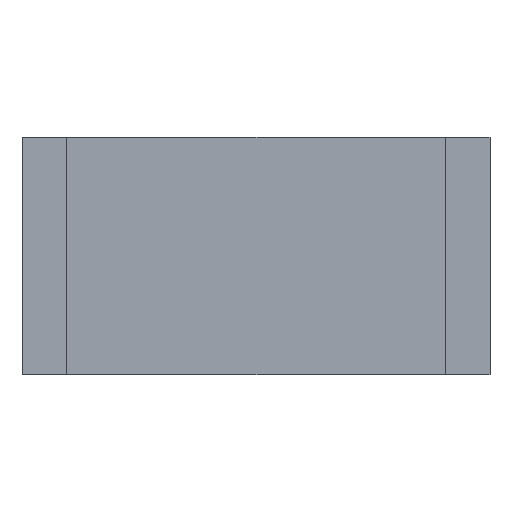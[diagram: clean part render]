
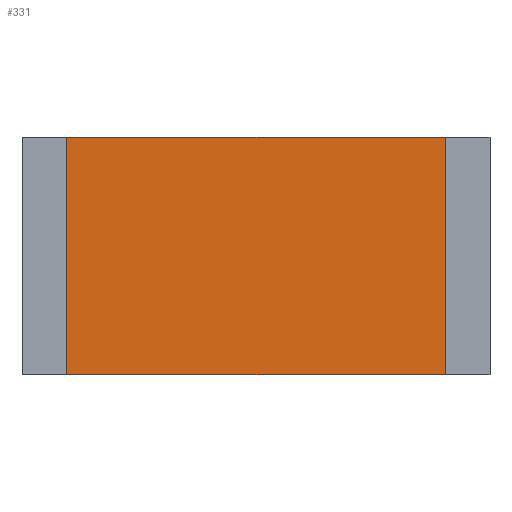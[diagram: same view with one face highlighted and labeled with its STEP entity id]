
A CAD part, top view. The second image highlights one B-rep face of the part: STEP entity #331.
In plain terms, the highlighted planar face has unit normal (0, 0, 1).
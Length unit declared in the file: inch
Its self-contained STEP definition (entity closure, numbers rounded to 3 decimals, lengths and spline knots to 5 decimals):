
#3 = CARTESIAN_POINT ( 'NONE',  ( 0.10039, -0.06299, 0.02165 ) ) ;
#31 = CARTESIAN_POINT ( 'NONE',  ( -0.12402, -0.06299, 0.02165 ) ) ;
#32 = LINE ( 'NONE', #428, #255 ) ;
#39 = CARTESIAN_POINT ( 'NONE',  ( -0.10039, 0.06299, 0.02165 ) ) ;
#59 = VERTEX_POINT ( 'NONE', #3 ) ;
#84 = ORIENTED_EDGE ( 'NONE', *, *, #348, .T. ) ;
#98 = VERTEX_POINT ( 'NONE', #39 ) ;
#144 = VECTOR ( 'NONE', #396, 39.37008 ) ;
#147 = EDGE_LOOP ( 'NONE', ( #355, #497, #84, #150 ) ) ;
#150 = ORIENTED_EDGE ( 'NONE', *, *, #307, .F. ) ;
#161 = LINE ( 'NONE', #350, #144 ) ;
#162 = VECTOR ( 'NONE', #278, 39.37008 ) ;
#184 = VERTEX_POINT ( 'NONE', #524 ) ;
#215 = EDGE_CURVE ( 'NONE', #184, #98, #522, .T. ) ;
#239 = LINE ( 'NONE', #290, #162 ) ;
#240 = AXIS2_PLACEMENT_3D ( 'NONE', #31, #407, #403 ) ;
#248 = FACE_OUTER_BOUND ( 'NONE', #147, .T. ) ;
#255 = VECTOR ( 'NONE', #418, 39.37008 ) ;
#269 = CARTESIAN_POINT ( 'NONE',  ( -0.10039, -0.06299, 0.02165 ) ) ;
#278 = DIRECTION ( 'NONE',  ( 0., -1., 0. ) ) ;
#290 = CARTESIAN_POINT ( 'NONE',  ( -0.10039, -0.06299, 0.02165 ) ) ;
#303 = VECTOR ( 'NONE', #423, 39.37008 ) ;
#307 = EDGE_CURVE ( 'NONE', #184, #59, #32, .T. ) ;
#331 = ADVANCED_FACE ( 'NONE', ( #248 ), #412, .T. ) ;
#348 = EDGE_CURVE ( 'NONE', #516, #59, #161, .T. ) ;
#350 = CARTESIAN_POINT ( 'NONE',  ( -0.12402, -0.06299, 0.02165 ) ) ;
#355 = ORIENTED_EDGE ( 'NONE', *, *, #215, .T. ) ;
#396 = DIRECTION ( 'NONE',  ( 1., 0., 0. ) ) ;
#403 = DIRECTION ( 'NONE',  ( 1., 0., 0. ) ) ;
#407 = DIRECTION ( 'NONE',  ( 0., 0., 1. ) ) ;
#412 = PLANE ( 'NONE',  #240 ) ;
#418 = DIRECTION ( 'NONE',  ( 0., -1., 0. ) ) ;
#419 = CARTESIAN_POINT ( 'NONE',  ( 0.12402, 0.06299, 0.02165 ) ) ;
#423 = DIRECTION ( 'NONE',  ( -1., 0., 0. ) ) ;
#428 = CARTESIAN_POINT ( 'NONE',  ( 0.10039, -0.06299, 0.02165 ) ) ;
#472 = EDGE_CURVE ( 'NONE', #98, #516, #239, .T. ) ;
#497 = ORIENTED_EDGE ( 'NONE', *, *, #472, .T. ) ;
#516 = VERTEX_POINT ( 'NONE', #269 ) ;
#522 = LINE ( 'NONE', #419, #303 ) ;
#524 = CARTESIAN_POINT ( 'NONE',  ( 0.10039, 0.06299, 0.02165 ) ) ;
